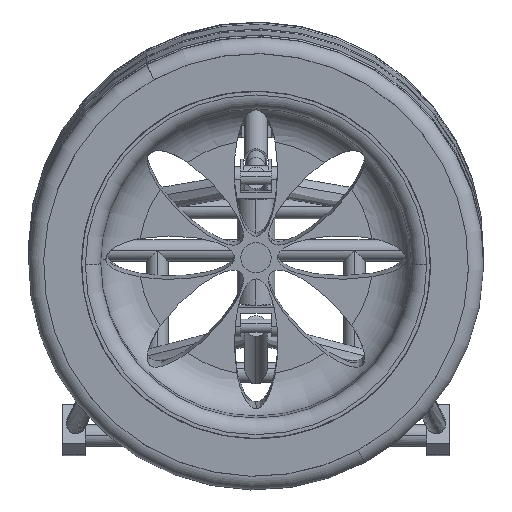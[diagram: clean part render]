
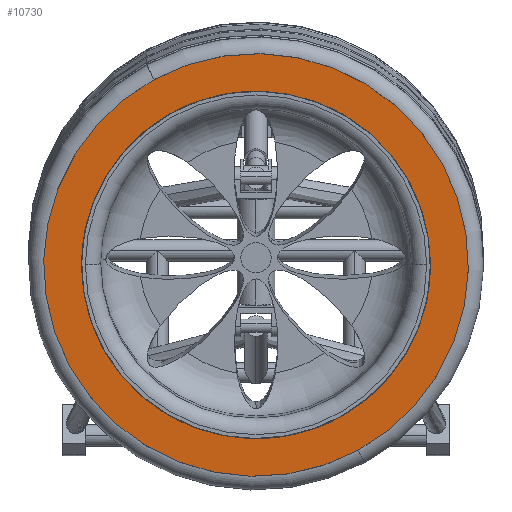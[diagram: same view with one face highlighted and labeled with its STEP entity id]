
A CAD part, left-side view. The second image highlights one B-rep face of the part: STEP entity #10730.
In plain terms, the highlighted face is planar.
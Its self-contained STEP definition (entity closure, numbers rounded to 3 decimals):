
#10616=CARTESIAN_POINT('Vertex',(0.,134.239,245.723)) ;
#10623=CARTESIAN_POINT('Vertex',(0.,-134.239,-245.723)) ;
#10626=CARTESIAN_POINT('Axis2P3D Location',(0.,0.,0.)) ;
#10643=CARTESIAN_POINT('Axis2P3D Location',(0.,0.,0.)) ;
#10703=CARTESIAN_POINT('Axis2P3D Location',(0.,0.,230.)) ;
#10712=CARTESIAN_POINT('Axis2P3D Location',(0.,0.,0.)) ;
#10716=CARTESIAN_POINT('Vertex',(0.,110.268,201.844)) ;
#10718=CARTESIAN_POINT('Vertex',(0.,-110.268,-201.844)) ;
#10721=CARTESIAN_POINT('Axis2P3D Location',(0.,0.,0.)) ;
#10627=DIRECTION('Axis2P3D Direction',(-1.,-0.,0.)) ;
#10644=DIRECTION('Axis2P3D Direction',(-1.,0.,-0.)) ;
#10704=DIRECTION('Axis2P3D Direction',(-1.,0.,0.)) ;
#10705=DIRECTION('Axis2P3D XDirection',(0.,1.,0.)) ;
#10713=DIRECTION('Axis2P3D Direction',(-1.,0.,0.)) ;
#10722=DIRECTION('Axis2P3D Direction',(-1.,0.,0.)) ;
#10628=AXIS2_PLACEMENT_3D('Circle Axis2P3D',#10626,#10627,$) ;
#10645=AXIS2_PLACEMENT_3D('Circle Axis2P3D',#10643,#10644,$) ;
#10706=AXIS2_PLACEMENT_3D('Plane Axis2P3D',#10703,#10704,#10705) ;
#10714=AXIS2_PLACEMENT_3D('Circle Axis2P3D',#10712,#10713,$) ;
#10723=AXIS2_PLACEMENT_3D('Circle Axis2P3D',#10721,#10722,$) ;
#10629=CIRCLE('generated circle',#10628,280.) ;
#10646=CIRCLE('generated circle',#10645,280.) ;
#10715=CIRCLE('generated circle',#10714,230.) ;
#10724=CIRCLE('generated circle',#10723,230.) ;
#10707=PLANE('',#10706) ;
#10729=FACE_BOUND('',#10726,.T.) ;
#10630=EDGE_CURVE('',#10617,#10624,#10629,.T.) ;
#10647=EDGE_CURVE('',#10624,#10617,#10646,.T.) ;
#10720=EDGE_CURVE('',#10717,#10719,#10715,.T.) ;
#10725=EDGE_CURVE('',#10719,#10717,#10724,.T.) ;
#10709=ORIENTED_EDGE('',*,*,#10630,.T.) ;
#10710=ORIENTED_EDGE('',*,*,#10647,.T.) ;
#10727=ORIENTED_EDGE('',*,*,#10720,.F.) ;
#10728=ORIENTED_EDGE('',*,*,#10725,.F.) ;
#10708=EDGE_LOOP('',(#10709,#10710)) ;
#10726=EDGE_LOOP('',(#10727,#10728)) ;
#10617=VERTEX_POINT('',#10616) ;
#10624=VERTEX_POINT('',#10623) ;
#10717=VERTEX_POINT('',#10716) ;
#10719=VERTEX_POINT('',#10718) ;
#10730=ADVANCED_FACE('Tire',(#10711,#10729),#10707,.T.) ;
#10711=FACE_OUTER_BOUND('',#10708,.T.) ;
